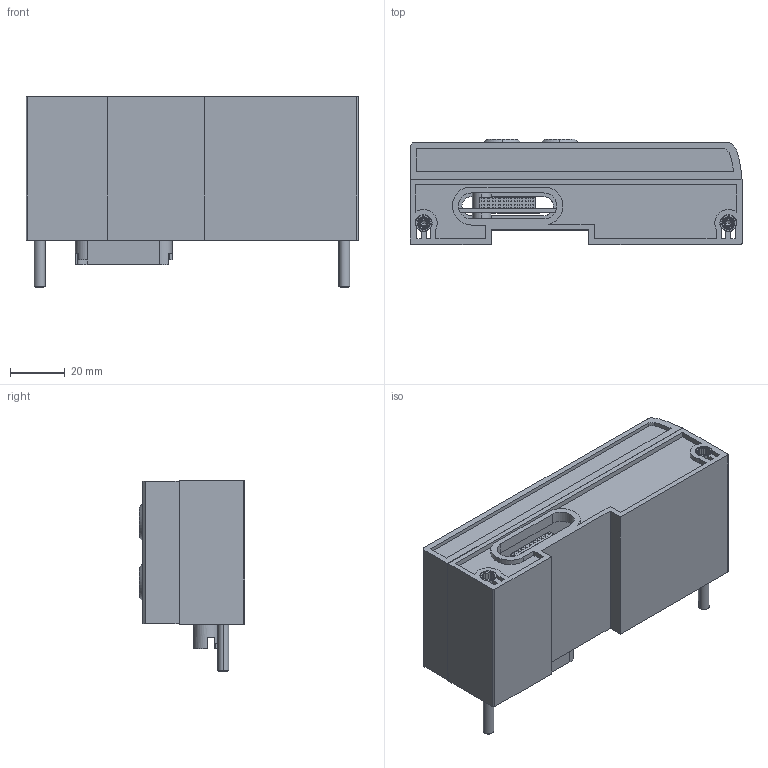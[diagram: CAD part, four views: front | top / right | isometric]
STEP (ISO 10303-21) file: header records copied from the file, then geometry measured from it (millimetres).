
FILE_DESCRIPTION (( 'STEP AP203' ), '1' );
FILE_NAME ('PAL-S04.step', '2020-10-29T13:51:42', ( '' ), ( '' ), 'SwSTEP 2.0', 'SolidWorks 2019', '' );
FILE_SCHEMA (( 'CONFIG_CONTROL_DESIGN' ));
Length unit declared in the file: inch
Products named in the file (1): PAL-S04
Bounding box: 121.6 x 38.5 x 70 mm (x, y, z)
Volume: 145438.5 mm3; surface area: 62734.9 mm2
Topology: 5 solids, 5 shells, 898 faces, 2190 edges, 1412 vertices
Faces by surface type: plane 644, cylinder 160, cone 80, sphere 8, torus 6
Entity records: 26301 total; most frequent: CARTESIAN_POINT 4837, DIRECTION 4372, ORIENTED_EDGE 4364, EDGE_CURVE 2182, LINE 1614, VECTOR 1614, VERTEX_POINT 1412, AXIS2_PLACEMENT_3D 1379
